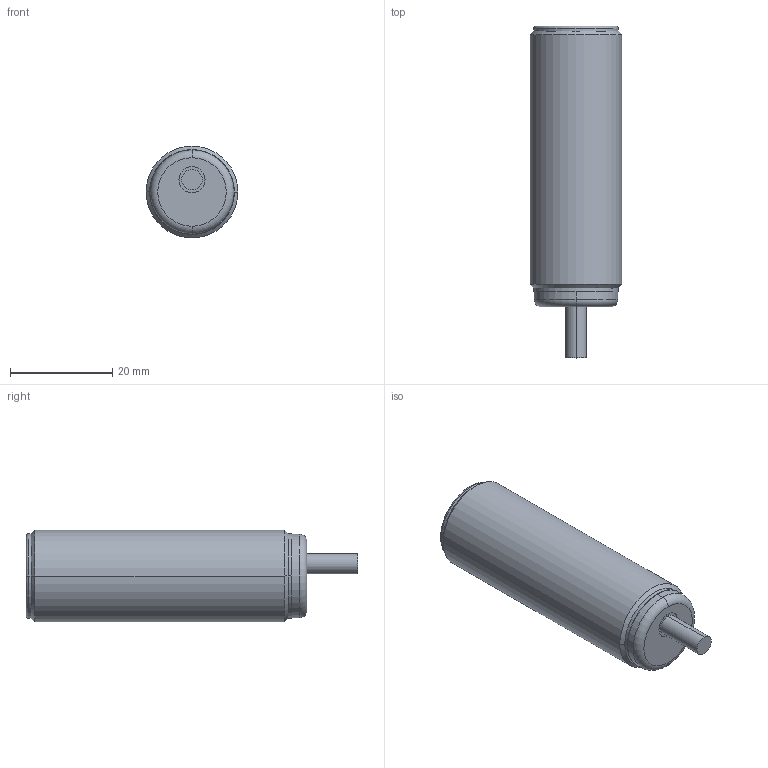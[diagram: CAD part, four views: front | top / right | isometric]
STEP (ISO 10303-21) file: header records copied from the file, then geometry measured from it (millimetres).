
FILE_DESCRIPTION((''),'2;1');
FILE_NAME('CAD-8631','2023-03-20T12:06:41',('creinig-se'),(''),'CREO PARAMETRIC BY PTC INC, 2019292','CREO PARAMETRIC BY PTC INC, 2019292','');
FILE_SCHEMA(('CONFIG_CONTROL_DESIGN','SHAPE_APPEARANCE_LAYERS_GROUPS'));
Length unit declared in the file: millimetre
Products named in the file (1): CAD-8631
Bounding box: 18 x 65 x 18 mm (x, y, z)
Volume: 13872.7 mm3; surface area: 3632 mm2
Topology: 1 solids, 1 shells, 25 faces, 101 edges, 86 vertices
Faces by surface type: cylinder 12, plane 5, cone 4, torus 4
Entity records: 1451 total; most frequent: DIRECTION 201, CARTESIAN_POINT 155, PRESENTATION_STYLE_ASSIGNMENT 106, STYLED_ITEM 103, CURVE_STYLE 102, ORIENTED_EDGE 96, AXIS2_PLACEMENT_3D 74, COLOUR_RGB 70
